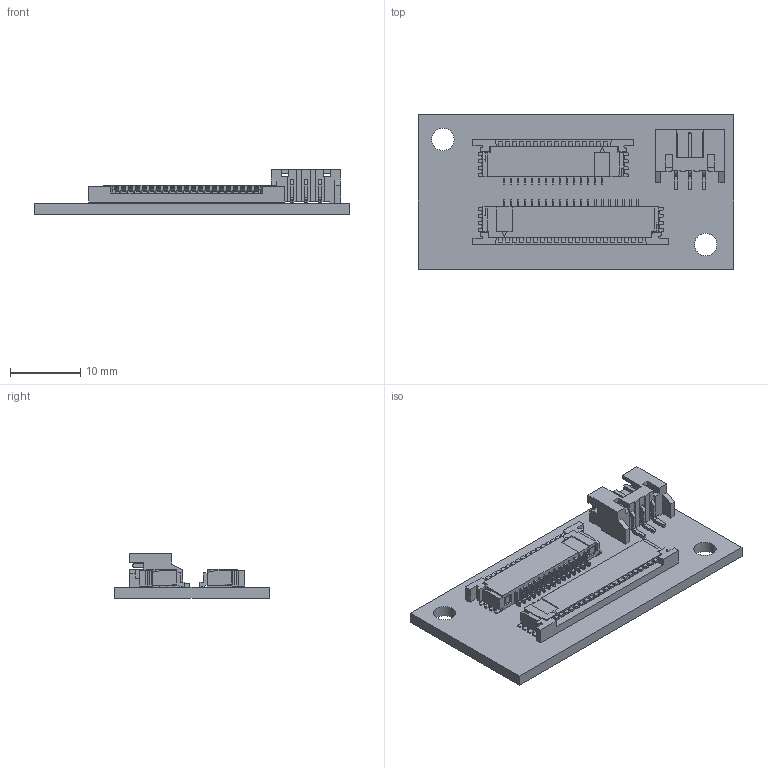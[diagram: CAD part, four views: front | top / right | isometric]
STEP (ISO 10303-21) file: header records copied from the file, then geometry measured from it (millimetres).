
FILE_DESCRIPTION (( 'STEP AP214' ), '1' );
FILE_NAME ('CameraBoardRevA.STEP', '2018-05-08T12:05:31', ( '' ), ( '' ), 'SwSTEP 2.0', 'SolidWorks 2017', '' );
FILE_SCHEMA (( 'AUTOMOTIVE_DESIGN' ));
Length unit declared in the file: millimetre
Products named in the file (1): CameraBoardRevA
Bounding box: 45 x 22 x 6.4 mm (x, y, z)
Volume: 2179.6 mm3; surface area: 4284 mm2
Topology: 4 solids, 4 shells, 1613 faces, 4600 edges, 3020 vertices
Faces by surface type: plane 1123, cylinder 490
Entity records: 53579 total; most frequent: CARTESIAN_POINT 9252, ORIENTED_EDGE 9200, DIRECTION 8802, EDGE_CURVE 4600, VECTOR 3614, LINE 3614, VERTEX_POINT 3020, AXIS2_PLACEMENT_3D 2594
